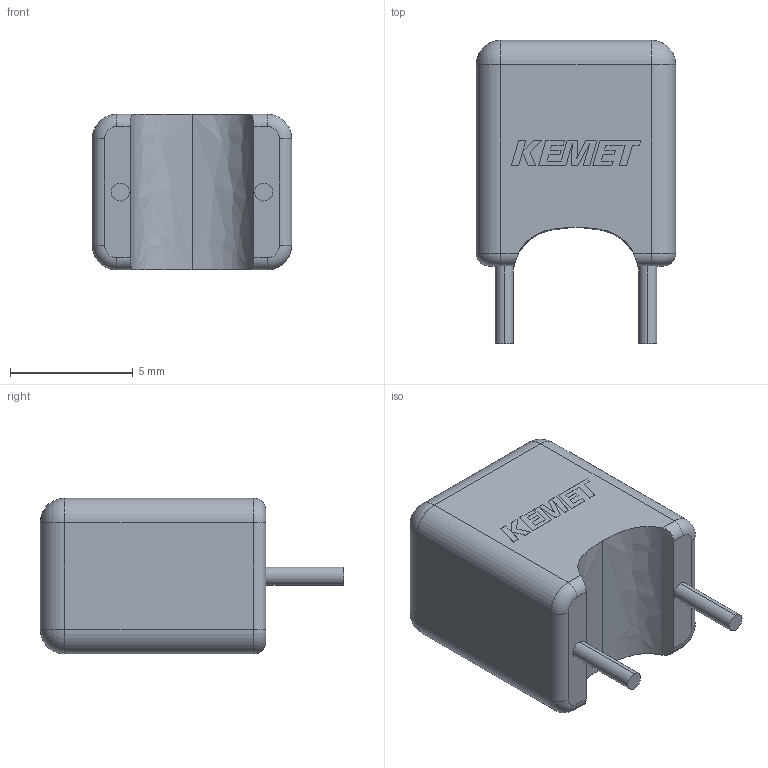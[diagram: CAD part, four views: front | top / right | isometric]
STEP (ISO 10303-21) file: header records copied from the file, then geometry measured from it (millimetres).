
FILE_DESCRIPTION (( 'STEP AP214' ), '1' );
FILE_NAME ('CCRM_RCST_HV11_L8.13H7.62T6.35S5.08LL31.75F0.737.STEP', '2024-07-10T20:47:46', ( '' ), ( '' ), 'SwSTEP 2.0', 'SolidWorks 2021', '' );
FILE_SCHEMA (( 'AUTOMOTIVE_DESIGN' ));
Length unit declared in the file: millimetre
Products named in the file (1): CCRM_RCST_HV11_L8.13H7.62T6.35S5.08LL31.75F0.737
Bounding box: 8.13 x 12.38 x 6.36 mm (x, y, z)
Volume: 422.9 mm3; surface area: 354.1 mm2
Topology: 4 solids, 4 shells, 94 faces, 236 edges, 148 vertices
Faces by surface type: plane 66, cylinder 18, sphere 4, torus 4, bspline 2
Entity records: 3851 total; most frequent: CARTESIAN_POINT 521, ORIENTED_EDGE 464, DIRECTION 446, EDGE_CURVE 232, VECTOR 188, LINE 188, VERTEX_POINT 148, AXIS2_PLACEMENT_3D 129
